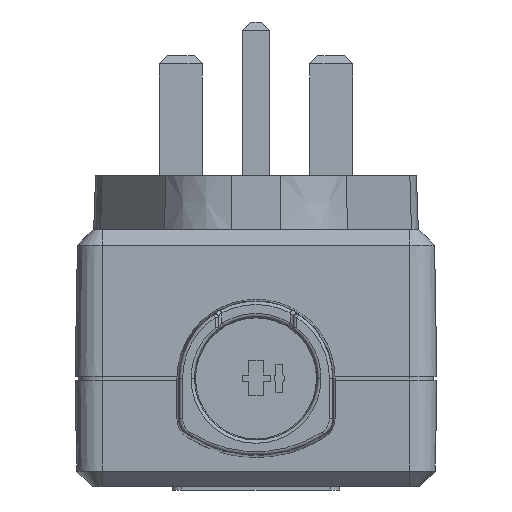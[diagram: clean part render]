
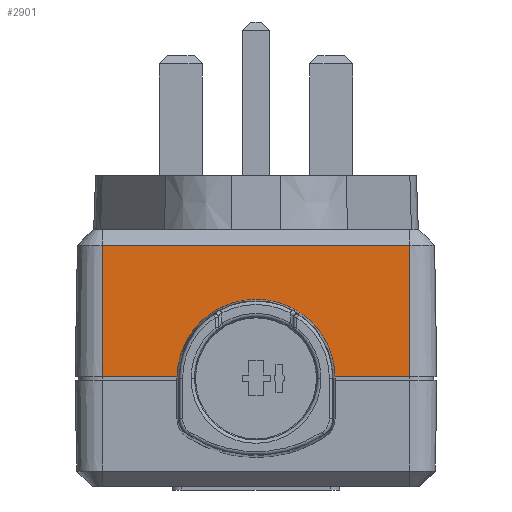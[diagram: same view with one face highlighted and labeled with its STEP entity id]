
A CAD part, front view. The second image highlights one B-rep face of the part: STEP entity #2901.
In plain terms, the highlighted planar face has unit normal (0, -1, 0.018).
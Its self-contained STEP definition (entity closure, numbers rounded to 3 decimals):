
#100 = DIRECTION ( 'NONE',  ( 0., -1., 0.017 ) ) ;
#443 = ORIENTED_EDGE ( 'NONE', *, *, #4832, .F. ) ;
#540 = EDGE_CURVE ( 'NONE', #7950, #6791, #9609, .T. ) ;
#547 = FACE_OUTER_BOUND ( 'NONE', #2340, .T. ) ;
#577 = ORIENTED_EDGE ( 'NONE', *, *, #8493, .T. ) ;
#774 = CARTESIAN_POINT ( 'NONE',  ( 0., -55.506, -13.775 ) ) ;
#1449 = DIRECTION ( 'NONE',  ( 1., 0., 0. ) ) ;
#1626 = AXIS2_PLACEMENT_3D ( 'NONE', #6472, #100, #7605 ) ;
#1847 = CARTESIAN_POINT ( 'NONE',  ( -8.175, -55.646, -21.75 ) ) ;
#1943 = ORIENTED_EDGE ( 'NONE', *, *, #11382, .F. ) ;
#2089 = VERTEX_POINT ( 'NONE', #5864 ) ;
#2149 = CARTESIAN_POINT ( 'NONE',  ( 22.75, -55.65, -22. ) ) ;
#2236 = EDGE_CURVE ( 'NONE', #7419, #13393, #4765, .T. ) ;
#2340 = EDGE_LOOP ( 'NONE', ( #12977, #577, #5117, #10317, #443, #4154, #1943 ) ) ;
#2451 = CARTESIAN_POINT ( 'NONE',  ( 22.75, -55.646, -21.75 ) ) ;
#2533 = CARTESIAN_POINT ( 'NONE',  ( 8.175, -55.646, -21.75 ) ) ;
#2717 = CARTESIAN_POINT ( 'NONE',  ( 8.059, -55.564, -17.055 ) ) ;
#2901 = ADVANCED_FACE ( 'NONE', ( #547 ), #4357, .T. ) ;
#2944 = CARTESIAN_POINT ( 'NONE',  ( -8.175, -55.646, -21.75 ) ) ;
#3641 = LINE ( 'NONE', #12544, #11872 ) ;
#3820 = CARTESIAN_POINT ( 'NONE',  ( 0., -55.506, -13.775 ) ) ;
#3966 = DIRECTION ( 'NONE',  ( -1., 0., 0. ) ) ;
#4154 = ORIENTED_EDGE ( 'NONE', *, *, #11703, .T. ) ;
#4357 = PLANE ( 'NONE',  #1626 ) ;
#4765 = LINE ( 'NONE', #2149, #7623 ) ;
#4832 = EDGE_CURVE ( 'NONE', #2089, #6172, #12327, .T. ) ;
#4845 = VECTOR ( 'NONE', #10017, 1000. ) ;
#5117 = ORIENTED_EDGE ( 'NONE', *, *, #2236, .T. ) ;
#5864 = CARTESIAN_POINT ( 'NONE',  ( -22.75, -55.646, -21.75 ) ) ;
#6067 = CARTESIAN_POINT ( 'NONE',  ( -22.75, -55.65, -22. ) ) ;
#6172 = VERTEX_POINT ( 'NONE', #8640 ) ;
#6472 = CARTESIAN_POINT ( 'NONE',  ( 0., -55.65, -22. ) ) ;
#6621 = VECTOR ( 'NONE', #8220, 1000. ) ;
#6791 = VERTEX_POINT ( 'NONE', #12821 ) ;
#7206 = CARTESIAN_POINT ( 'NONE',  ( -4.697, -55.506, -13.775 ) ) ;
#7419 = VERTEX_POINT ( 'NONE', #12893 ) ;
#7478 = DIRECTION ( 'NONE',  ( 0., 0.017, 1. ) ) ;
#7605 = DIRECTION ( 'NONE',  ( 0., -0.017, -1. ) ) ;
#7623 = VECTOR ( 'NONE', #7478, 1000. ) ;
#7675 = CARTESIAN_POINT ( 'NONE',  ( 22.75, -55.306, -2.3 ) ) ;
#7702 = LINE ( 'NONE', #2451, #4845 ) ;
#7950 = VERTEX_POINT ( 'NONE', #2533 ) ;
#8220 = DIRECTION ( 'NONE',  ( 0., 0.017, 1. ) ) ;
#8291 = CARTESIAN_POINT ( 'NONE',  ( -8.059, -55.564, -17.055 ) ) ;
#8493 = EDGE_CURVE ( 'NONE', #7950, #7419, #10144, .T. ) ;
#8640 = CARTESIAN_POINT ( 'NONE',  ( -22.75, -55.306, -2.3 ) ) ;
#8915 =( BOUNDED_CURVE ( )  B_SPLINE_CURVE ( 3, ( #774, #7206, #8291, #1847 ),
 .UNSPECIFIED., .F., .F. ) 
 B_SPLINE_CURVE_WITH_KNOTS ( ( 4, 4 ),
 ( 0., 1.546 ),
 .UNSPECIFIED. ) 
 CURVE ( )  GEOMETRIC_REPRESENTATION_ITEM ( )  RATIONAL_B_SPLINE_CURVE ( ( 1., 0.811, 0.811, 1. ) ) 
 REPRESENTATION_ITEM ( '' )  );
#9114 = VECTOR ( 'NONE', #1449, 1000. ) ;
#9179 = CARTESIAN_POINT ( 'NONE',  ( 8.175, -55.646, -21.75 ) ) ;
#9609 =( BOUNDED_CURVE ( )  B_SPLINE_CURVE ( 3, ( #9179, #2717, #10258, #3820 ),
 .UNSPECIFIED., .F., .F. ) 
 B_SPLINE_CURVE_WITH_KNOTS ( ( 4, 4 ),
 ( 4.737, 6.283 ),
 .UNSPECIFIED. ) 
 CURVE ( )  GEOMETRIC_REPRESENTATION_ITEM ( )  RATIONAL_B_SPLINE_CURVE ( ( 1., 0.811, 0.811, 1. ) ) 
 REPRESENTATION_ITEM ( '' )  );
#10017 = DIRECTION ( 'NONE',  ( 1., 0., 0. ) ) ;
#10071 = CARTESIAN_POINT ( 'NONE',  ( 22.75, -55.646, -21.75 ) ) ;
#10144 = LINE ( 'NONE', #10071, #9114 ) ;
#10258 = CARTESIAN_POINT ( 'NONE',  ( 4.697, -55.506, -13.775 ) ) ;
#10317 = ORIENTED_EDGE ( 'NONE', *, *, #11983, .T. ) ;
#11382 = EDGE_CURVE ( 'NONE', #6791, #12612, #8915, .T. ) ;
#11703 = EDGE_CURVE ( 'NONE', #2089, #12612, #7702, .T. ) ;
#11872 = VECTOR ( 'NONE', #3966, 1000. ) ;
#11983 = EDGE_CURVE ( 'NONE', #13393, #6172, #3641, .T. ) ;
#12327 = LINE ( 'NONE', #6067, #6621 ) ;
#12544 = CARTESIAN_POINT ( 'NONE',  ( 0., -55.306, -2.3 ) ) ;
#12612 = VERTEX_POINT ( 'NONE', #2944 ) ;
#12821 = CARTESIAN_POINT ( 'NONE',  ( 0., -55.506, -13.775 ) ) ;
#12893 = CARTESIAN_POINT ( 'NONE',  ( 22.75, -55.646, -21.75 ) ) ;
#12977 = ORIENTED_EDGE ( 'NONE', *, *, #540, .F. ) ;
#13393 = VERTEX_POINT ( 'NONE', #7675 ) ;
